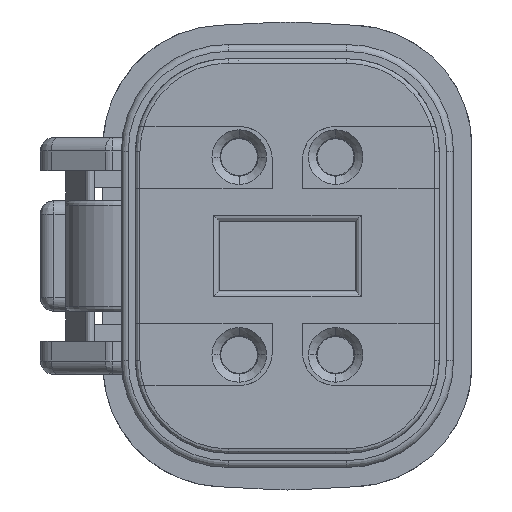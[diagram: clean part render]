
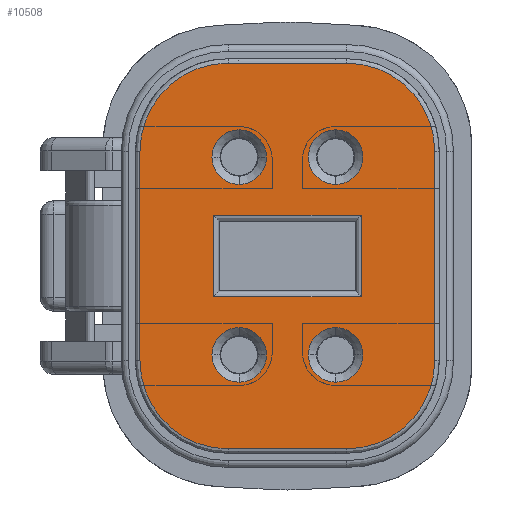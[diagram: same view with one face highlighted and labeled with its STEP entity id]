
A CAD part, left-side view. The second image highlights one B-rep face of the part: STEP entity #10508.
In plain terms, the highlighted planar face has unit normal (-1, 0, 0).
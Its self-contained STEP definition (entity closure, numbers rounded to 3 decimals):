
#1784=CARTESIAN_POINT('',(-1.268,-2.731,-4.826));
#1785=DIRECTION('',(1.,0.,0.));
#1786=DIRECTION('',(0.,-1.,0.));
#1787=AXIS2_PLACEMENT_3D('',#1784,#1785,#1786);
#1789=CARTESIAN_POINT('',(-1.268,2.731,-4.826));
#1790=DIRECTION('',(1.,0.,0.));
#1791=DIRECTION('',(0.,0.,-1.));
#1792=AXIS2_PLACEMENT_3D('',#1789,#1790,#1791);
#1794=CARTESIAN_POINT('',(-1.268,2.731,4.826));
#1795=DIRECTION('',(1.,0.,0.));
#1796=DIRECTION('',(0.,1.,0.));
#1797=AXIS2_PLACEMENT_3D('',#1794,#1795,#1796);
#1799=CARTESIAN_POINT('',(-1.268,-2.731,4.826));
#1800=DIRECTION('',(1.,0.,0.));
#1801=DIRECTION('',(0.,0.,1.));
#1802=AXIS2_PLACEMENT_3D('',#1799,#1800,#1801);
#1804=CARTESIAN_POINT('',(-1.268,-2.223,-4.559));
#1805=DIRECTION('',(-1.,0.,0.));
#1806=DIRECTION('',(0.,0.,1.));
#1807=AXIS2_PLACEMENT_3D('',#1804,#1805,#1806);
#1809=CARTESIAN_POINT('',(-1.268,-2.223,-4.559));
#1810=DIRECTION('',(-1.,0.,0.));
#1811=DIRECTION('',(0.,0.,-1.));
#1812=AXIS2_PLACEMENT_3D('',#1809,#1810,#1811);
#1814=CARTESIAN_POINT('',(-1.268,2.223,-4.559));
#1815=DIRECTION('',(-1.,0.,0.));
#1816=DIRECTION('',(0.,0.,1.));
#1817=AXIS2_PLACEMENT_3D('',#1814,#1815,#1816);
#1819=CARTESIAN_POINT('',(-1.268,2.223,-4.559));
#1820=DIRECTION('',(-1.,0.,0.));
#1821=DIRECTION('',(0.,0.,-1.));
#1822=AXIS2_PLACEMENT_3D('',#1819,#1820,#1821);
#1824=CARTESIAN_POINT('',(-1.268,-2.223,4.559));
#1825=DIRECTION('',(-1.,0.,0.));
#1826=DIRECTION('',(0.,0.,1.));
#1827=AXIS2_PLACEMENT_3D('',#1824,#1825,#1826);
#1829=CARTESIAN_POINT('',(-1.268,-2.223,4.559));
#1830=DIRECTION('',(-1.,0.,0.));
#1831=DIRECTION('',(0.,0.,-1.));
#1832=AXIS2_PLACEMENT_3D('',#1829,#1830,#1831);
#1834=CARTESIAN_POINT('',(-1.268,2.223,4.559));
#1835=DIRECTION('',(-1.,0.,0.));
#1836=DIRECTION('',(0.,0.,1.));
#1837=AXIS2_PLACEMENT_3D('',#1834,#1835,#1836);
#1839=CARTESIAN_POINT('',(-1.268,2.223,4.559));
#1840=DIRECTION('',(-1.,0.,0.));
#1841=DIRECTION('',(0.,0.,-1.));
#1842=AXIS2_PLACEMENT_3D('',#1839,#1840,#1841);
#1844=DIRECTION('',(0.,0.,1.));
#1845=VECTOR('',#1844,9.652);
#1846=CARTESIAN_POINT('',(-1.268,-6.795,-4.826));
#1847=LINE('',#1846,#1845);
#1867=DIRECTION('',(0.,1.,0.));
#1868=VECTOR('',#1867,5.461);
#1869=CARTESIAN_POINT('',(-1.268,-2.731,8.89));
#1870=LINE('',#1869,#1868);
#2076=DIRECTION('',(0.,-1.,0.));
#2077=VECTOR('',#2076,5.461);
#2078=CARTESIAN_POINT('',(-1.268,2.731,-8.89));
#2079=LINE('',#2078,#2077);
#2720=DIRECTION('',(0.,0.,-1.));
#2721=VECTOR('',#2720,9.652);
#2722=CARTESIAN_POINT('',(-1.268,6.795,4.826));
#2723=LINE('',#2722,#2721);
#2796=DIRECTION('',(0.,-1.,0.));
#2797=VECTOR('',#2796,6.807);
#2798=CARTESIAN_POINT('',(-1.268,3.404,1.867));
#2799=LINE('',#2798,#2797);
#2816=DIRECTION('',(0.,0.,-1.));
#2817=VECTOR('',#2816,3.734);
#2818=CARTESIAN_POINT('',(-1.268,-3.404,1.867));
#2819=LINE('',#2818,#2817);
#2836=DIRECTION('',(0.,1.,0.));
#2837=VECTOR('',#2836,6.807);
#2838=CARTESIAN_POINT('',(-1.268,-3.404,-1.867));
#2839=LINE('',#2838,#2837);
#2872=DIRECTION('',(0.,0.,1.));
#2873=VECTOR('',#2872,3.734);
#2874=CARTESIAN_POINT('',(-1.268,3.404,-1.867));
#2875=LINE('',#2874,#2873);
#7145=CARTESIAN_POINT('',(-1.268,2.731,-8.89));
#7146=CARTESIAN_POINT('',(-1.268,6.795,-4.826));
#7147=VERTEX_POINT('',#7145);
#7148=VERTEX_POINT('',#7146);
#7149=CARTESIAN_POINT('',(-1.268,-6.795,-4.826));
#7150=CARTESIAN_POINT('',(-1.268,-6.795,4.826));
#7151=VERTEX_POINT('',#7149);
#7152=VERTEX_POINT('',#7150);
#7153=CARTESIAN_POINT('',(-1.268,-2.731,-8.89));
#7154=VERTEX_POINT('',#7153);
#7155=CARTESIAN_POINT('',(-1.268,6.795,4.826));
#7156=VERTEX_POINT('',#7155);
#7157=CARTESIAN_POINT('',(-1.268,2.731,8.89));
#7158=VERTEX_POINT('',#7157);
#7159=CARTESIAN_POINT('',(-1.268,-2.731,8.89));
#7160=VERTEX_POINT('',#7159);
#7161=CARTESIAN_POINT('',(-1.268,-2.223,-3.302));
#7162=CARTESIAN_POINT('',(-1.268,-2.223,-5.817));
#7163=VERTEX_POINT('',#7161);
#7164=VERTEX_POINT('',#7162);
#7165=CARTESIAN_POINT('',(-1.268,2.223,-3.302));
#7166=CARTESIAN_POINT('',(-1.268,2.223,-5.817));
#7167=VERTEX_POINT('',#7165);
#7168=VERTEX_POINT('',#7166);
#7169=CARTESIAN_POINT('',(-1.268,-2.223,5.817));
#7170=CARTESIAN_POINT('',(-1.268,-2.223,3.302));
#7171=VERTEX_POINT('',#7169);
#7172=VERTEX_POINT('',#7170);
#7173=CARTESIAN_POINT('',(-1.268,2.223,5.817));
#7174=CARTESIAN_POINT('',(-1.268,2.223,3.302));
#7175=VERTEX_POINT('',#7173);
#7176=VERTEX_POINT('',#7174);
#7177=CARTESIAN_POINT('',(-1.268,3.404,1.867));
#7178=CARTESIAN_POINT('',(-1.268,-3.404,1.867));
#7179=VERTEX_POINT('',#7177);
#7180=VERTEX_POINT('',#7178);
#7181=CARTESIAN_POINT('',(-1.268,3.404,-1.867));
#7182=VERTEX_POINT('',#7181);
#7183=CARTESIAN_POINT('',(-1.268,-3.404,-1.867));
#7184=VERTEX_POINT('',#7183);
#10452=CARTESIAN_POINT('',(-1.268,0.,0.));
#10453=DIRECTION('',(-1.,0.,0.));
#10454=DIRECTION('',(0.,0.,1.));
#10455=AXIS2_PLACEMENT_3D('',#10452,#10453,#10454);
#10456=PLANE('',#10455);
#10458=ORIENTED_EDGE('',*,*,#10457,.F.);
#10460=ORIENTED_EDGE('',*,*,#10459,.T.);
#10462=ORIENTED_EDGE('',*,*,#10461,.F.);
#10464=ORIENTED_EDGE('',*,*,#10463,.T.);
#10466=ORIENTED_EDGE('',*,*,#10465,.F.);
#10467=ORIENTED_EDGE('',*,*,#10435,.T.);
#10469=ORIENTED_EDGE('',*,*,#10468,.F.);
#10471=ORIENTED_EDGE('',*,*,#10470,.T.);
#10472=EDGE_LOOP('',(#10458,#10460,#10462,#10464,#10466,#10467,#10469,#10471));
#10473=FACE_OUTER_BOUND('',#10472,.F.);
#10475=ORIENTED_EDGE('',*,*,#10474,.T.);
#10477=ORIENTED_EDGE('',*,*,#10476,.T.);
#10478=EDGE_LOOP('',(#10475,#10477));
#10479=FACE_BOUND('',#10478,.F.);
#10481=ORIENTED_EDGE('',*,*,#10480,.T.);
#10483=ORIENTED_EDGE('',*,*,#10482,.T.);
#10484=EDGE_LOOP('',(#10481,#10483));
#10485=FACE_BOUND('',#10484,.F.);
#10487=ORIENTED_EDGE('',*,*,#10486,.T.);
#10489=ORIENTED_EDGE('',*,*,#10488,.T.);
#10490=EDGE_LOOP('',(#10487,#10489));
#10491=FACE_BOUND('',#10490,.F.);
#10493=ORIENTED_EDGE('',*,*,#10492,.T.);
#10495=ORIENTED_EDGE('',*,*,#10494,.T.);
#10496=EDGE_LOOP('',(#10493,#10495));
#10497=FACE_BOUND('',#10496,.F.);
#10499=ORIENTED_EDGE('',*,*,#10498,.F.);
#10501=ORIENTED_EDGE('',*,*,#10500,.F.);
#10503=ORIENTED_EDGE('',*,*,#10502,.F.);
#10505=ORIENTED_EDGE('',*,*,#10504,.F.);
#10506=EDGE_LOOP('',(#10499,#10501,#10503,#10505));
#10507=FACE_BOUND('',#10506,.F.);
#10508=ADVANCED_FACE('',(#10473,#10479,#10485,#10491,#10497,#10507),#10456,.T.);
#1788=CIRCLE('',#1787,4.064);
#1793=CIRCLE('',#1792,4.064);
#1798=CIRCLE('',#1797,4.064);
#1803=CIRCLE('',#1802,4.064);
#1808=CIRCLE('',#1807,1.257);
#1813=CIRCLE('',#1812,1.257);
#1818=CIRCLE('',#1817,1.257);
#1823=CIRCLE('',#1822,1.257);
#1828=CIRCLE('',#1827,1.257);
#1833=CIRCLE('',#1832,1.257);
#1838=CIRCLE('',#1837,1.257);
#1843=CIRCLE('',#1842,1.257);
#10435=EDGE_CURVE('',#7156,#7158,#1798,.T.);
#10457=EDGE_CURVE('',#7151,#7152,#1847,.T.);
#10459=EDGE_CURVE('',#7151,#7154,#1788,.T.);
#10461=EDGE_CURVE('',#7147,#7154,#2079,.T.);
#10463=EDGE_CURVE('',#7147,#7148,#1793,.T.);
#10465=EDGE_CURVE('',#7156,#7148,#2723,.T.);
#10468=EDGE_CURVE('',#7160,#7158,#1870,.T.);
#10470=EDGE_CURVE('',#7160,#7152,#1803,.T.);
#10474=EDGE_CURVE('',#7163,#7164,#1808,.T.);
#10476=EDGE_CURVE('',#7164,#7163,#1813,.T.);
#10480=EDGE_CURVE('',#7167,#7168,#1818,.T.);
#10482=EDGE_CURVE('',#7168,#7167,#1823,.T.);
#10486=EDGE_CURVE('',#7171,#7172,#1828,.T.);
#10488=EDGE_CURVE('',#7172,#7171,#1833,.T.);
#10492=EDGE_CURVE('',#7175,#7176,#1838,.T.);
#10494=EDGE_CURVE('',#7176,#7175,#1843,.T.);
#10498=EDGE_CURVE('',#7179,#7180,#2799,.T.);
#10500=EDGE_CURVE('',#7182,#7179,#2875,.T.);
#10502=EDGE_CURVE('',#7184,#7182,#2839,.T.);
#10504=EDGE_CURVE('',#7180,#7184,#2819,.T.);
